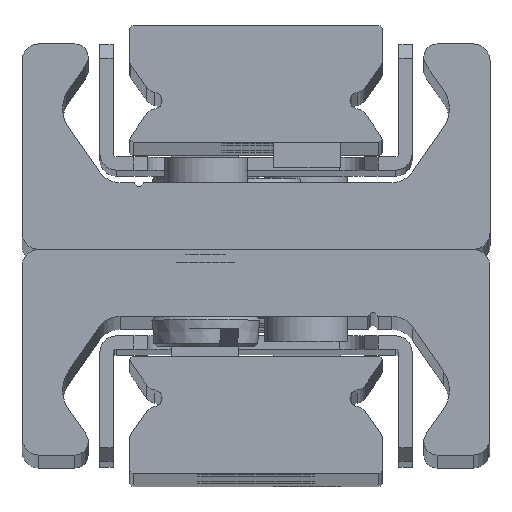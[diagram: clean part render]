
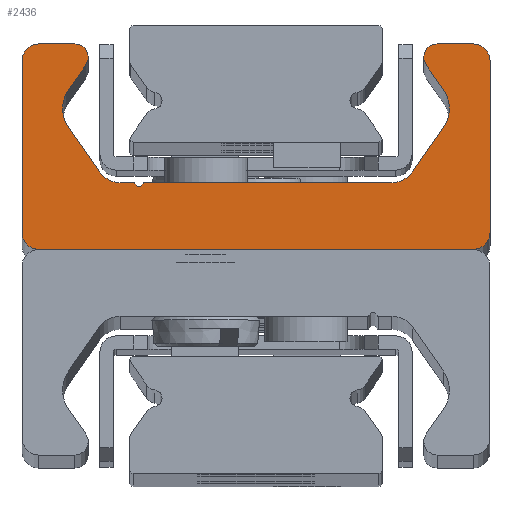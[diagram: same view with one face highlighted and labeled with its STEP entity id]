
A CAD part, top view. The second image highlights one B-rep face of the part: STEP entity #2436.
In plain terms, the highlighted planar face has unit normal (0, 0, 1).
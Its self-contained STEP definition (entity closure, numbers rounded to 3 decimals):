
#1518=CARTESIAN_POINT('',(7.0,0.0,450.0));
#1519=VERTEX_POINT('',#1518);
#1520=CARTESIAN_POINT('',(6.,1.0,450.0));
#1521=VERTEX_POINT('',#1520);
#1522=CARTESIAN_POINT('',(7.0,1.0,450.0));
#1523=DIRECTION('',(0.0,0.0,-1.0));
#1524=DIRECTION('',(-1.0,0.0,0.0));
#1525=AXIS2_PLACEMENT_3D('',#1522,#1523,#1524);
#1526=CIRCLE('',#1525,1.0);
#1527=EDGE_CURVE('',#1519,#1521,#1526,.T.);
#1560=CARTESIAN_POINT('',(6.,11.3,450.0));
#1561=VERTEX_POINT('',#1560);
#1562=CARTESIAN_POINT('',(6.,1.0,450.0));
#1563=DIRECTION('',(0.0,1.0,0.0));
#1564=VECTOR('',#1563,10.3);
#1565=LINE('',#1562,#1564);
#1566=EDGE_CURVE('',#1521,#1561,#1565,.T.);
#1591=CARTESIAN_POINT('',(7.0,12.3,450.0));
#1592=VERTEX_POINT('',#1591);
#1593=CARTESIAN_POINT('',(7.,11.3,450.0));
#1594=DIRECTION('',(0.0,0.0,-1.0));
#1595=DIRECTION('',(0.0,1.0,0.0));
#1596=AXIS2_PLACEMENT_3D('',#1593,#1594,#1595);
#1597=CIRCLE('',#1596,1.0);
#1598=EDGE_CURVE('',#1561,#1592,#1597,.T.);
#1624=CARTESIAN_POINT('',(9.17,12.3,450.0));
#1625=VERTEX_POINT('',#1624);
#1626=CARTESIAN_POINT('',(7.0,12.3,450.0));
#1627=DIRECTION('',(1.0,0.0,0.0));
#1628=VECTOR('',#1627,2.17);
#1629=LINE('',#1626,#1628);
#1630=EDGE_CURVE('',#1592,#1625,#1629,.T.);
#1655=CARTESIAN_POINT('',(9.826,11.041,450.0));
#1656=VERTEX_POINT('',#1655);
#1657=CARTESIAN_POINT('',(9.17,11.5,450.0));
#1658=DIRECTION('',(0.0,0.0,-1.));
#1659=DIRECTION('',(0.819,-0.574,0.0));
#1660=AXIS2_PLACEMENT_3D('',#1657,#1658,#1659);
#1661=CIRCLE('',#1660,0.8);
#1662=EDGE_CURVE('',#1625,#1656,#1661,.T.);
#1688=CARTESIAN_POINT('',(8.794,9.567,450.0));
#1689=VERTEX_POINT('',#1688);
#1690=CARTESIAN_POINT('',(9.826,11.041,450.0));
#1691=DIRECTION('',(-0.574,-0.819,0.0));
#1692=VECTOR('',#1691,1.799);
#1693=LINE('',#1690,#1692);
#1694=EDGE_CURVE('',#1656,#1689,#1693,.T.);
#1719=CARTESIAN_POINT('',(8.794,7.273,450.0));
#1720=VERTEX_POINT('',#1719);
#1721=CARTESIAN_POINT('',(10.432,8.42,450.0));
#1722=DIRECTION('',(0.0,0.0,1.0));
#1723=DIRECTION('',(0.819,-0.574,0.0));
#1724=AXIS2_PLACEMENT_3D('',#1721,#1722,#1723);
#1725=CIRCLE('',#1724,2.0);
#1726=EDGE_CURVE('',#1689,#1720,#1725,.T.);
#1752=CARTESIAN_POINT('',(10.637,4.64,450.0));
#1753=VERTEX_POINT('',#1752);
#1754=CARTESIAN_POINT('',(8.794,7.273,450.0));
#1755=DIRECTION('',(0.574,-0.819,0.0));
#1756=VECTOR('',#1755,3.215);
#1757=LINE('',#1754,#1756);
#1758=EDGE_CURVE('',#1720,#1753,#1757,.T.);
#1783=CARTESIAN_POINT('',(11.866,4.,450.0));
#1784=VERTEX_POINT('',#1783);
#1785=CARTESIAN_POINT('',(11.866,5.5,450.0));
#1786=DIRECTION('',(0.0,0.0,1.0));
#1787=DIRECTION('',(0.819,0.574,0.0));
#1788=AXIS2_PLACEMENT_3D('',#1785,#1786,#1787);
#1789=CIRCLE('',#1788,1.5);
#1790=EDGE_CURVE('',#1753,#1784,#1789,.T.);
#1816=CARTESIAN_POINT('',(12.665,4.,450.0));
#1817=VERTEX_POINT('',#1816);
#1818=CARTESIAN_POINT('',(11.866,4.,450.0));
#1819=DIRECTION('',(1.0,0.0,0.0));
#1820=VECTOR('',#1819,0.798);
#1821=LINE('',#1818,#1820);
#1822=EDGE_CURVE('',#1784,#1817,#1821,.T.);
#1847=CARTESIAN_POINT('',(12.76,3.929,450.0));
#1848=VERTEX_POINT('',#1847);
#1849=CARTESIAN_POINT('',(12.665,3.9,450.0));
#1850=DIRECTION('',(0.0,0.0,-1.0));
#1851=DIRECTION('',(0.958,0.286,0.0));
#1852=AXIS2_PLACEMENT_3D('',#1849,#1850,#1851);
#1853=CIRCLE('',#1852,0.1);
#1854=EDGE_CURVE('',#1817,#1848,#1853,.T.);
#1880=CARTESIAN_POINT('',(13.24,3.929,450.0));
#1881=VERTEX_POINT('',#1880);
#1882=CARTESIAN_POINT('',(13.,4.0,450.0));
#1883=DIRECTION('',(0.0,0.0,1.));
#1884=DIRECTION('',(0.958,0.286,0.0));
#1885=AXIS2_PLACEMENT_3D('',#1882,#1883,#1884);
#1886=CIRCLE('',#1885,0.25);
#1887=EDGE_CURVE('',#1848,#1881,#1886,.T.);
#1913=CARTESIAN_POINT('',(13.335,4.0,450.0));
#1914=VERTEX_POINT('',#1913);
#1915=CARTESIAN_POINT('',(13.335,3.9,450.0));
#1916=DIRECTION('',(0.0,0.0,-1.0));
#1917=DIRECTION('',(0.0,1.0,0.0));
#1918=AXIS2_PLACEMENT_3D('',#1915,#1916,#1917);
#1919=CIRCLE('',#1918,0.1);
#1920=EDGE_CURVE('',#1881,#1914,#1919,.T.);
#1946=CARTESIAN_POINT('',(28.134,4.0,450.0));
#1947=VERTEX_POINT('',#1946);
#1948=CARTESIAN_POINT('',(13.335,4.0,450.0));
#1949=DIRECTION('',(1.0,0.0,0.0));
#1950=VECTOR('',#1949,14.798);
#1951=LINE('',#1948,#1950);
#1952=EDGE_CURVE('',#1914,#1947,#1951,.T.);
#2022=CARTESIAN_POINT('',(29.363,4.64,450.0));
#2023=VERTEX_POINT('',#2022);
#2024=CARTESIAN_POINT('',(28.134,5.5,450.0));
#2025=DIRECTION('',(0.0,0.0,1.0));
#2026=DIRECTION('',(0.0,1.0,0.0));
#2027=AXIS2_PLACEMENT_3D('',#2024,#2025,#2026);
#2028=CIRCLE('',#2027,1.5);
#2029=EDGE_CURVE('',#1947,#2023,#2028,.T.);
#2055=CARTESIAN_POINT('',(31.206,7.273,450.0));
#2056=VERTEX_POINT('',#2055);
#2057=CARTESIAN_POINT('',(29.363,4.64,450.0));
#2058=DIRECTION('',(0.574,0.819,0.0));
#2059=VECTOR('',#2058,3.215);
#2060=LINE('',#2057,#2059);
#2061=EDGE_CURVE('',#2023,#2056,#2060,.T.);
#2086=CARTESIAN_POINT('',(31.206,9.567,450.0));
#2087=VERTEX_POINT('',#2086);
#2088=CARTESIAN_POINT('',(29.568,8.42,450.0));
#2089=DIRECTION('',(0.0,0.0,1.));
#2090=DIRECTION('',(-0.819,0.574,0.0));
#2091=AXIS2_PLACEMENT_3D('',#2088,#2089,#2090);
#2092=CIRCLE('',#2091,2.0);
#2093=EDGE_CURVE('',#2056,#2087,#2092,.T.);
#2119=CARTESIAN_POINT('',(30.174,11.041,450.0));
#2120=VERTEX_POINT('',#2119);
#2121=CARTESIAN_POINT('',(31.206,9.567,450.0));
#2122=DIRECTION('',(-0.574,0.819,0.0));
#2123=VECTOR('',#2122,1.799);
#2124=LINE('',#2121,#2123);
#2125=EDGE_CURVE('',#2087,#2120,#2124,.T.);
#2150=CARTESIAN_POINT('',(30.83,12.3,450.0));
#2151=VERTEX_POINT('',#2150);
#2152=CARTESIAN_POINT('',(30.83,11.5,450.0));
#2153=DIRECTION('',(0.0,0.0,-1.0));
#2154=DIRECTION('',(0.0,1.0,0.0));
#2155=AXIS2_PLACEMENT_3D('',#2152,#2153,#2154);
#2156=CIRCLE('',#2155,0.8);
#2157=EDGE_CURVE('',#2120,#2151,#2156,.T.);
#2183=CARTESIAN_POINT('',(33.0,12.3,450.0));
#2184=VERTEX_POINT('',#2183);
#2185=CARTESIAN_POINT('',(30.83,12.3,450.0));
#2186=DIRECTION('',(1.0,0.0,0.0));
#2187=VECTOR('',#2186,2.17);
#2188=LINE('',#2185,#2187);
#2189=EDGE_CURVE('',#2151,#2184,#2188,.T.);
#2214=CARTESIAN_POINT('',(34.0,11.3,450.0));
#2215=VERTEX_POINT('',#2214);
#2216=CARTESIAN_POINT('',(33.0,11.3,450.0));
#2217=DIRECTION('',(0.0,0.0,-1.0));
#2218=DIRECTION('',(1.0,0.0,0.0));
#2219=AXIS2_PLACEMENT_3D('',#2216,#2217,#2218);
#2220=CIRCLE('',#2219,1.0);
#2221=EDGE_CURVE('',#2184,#2215,#2220,.T.);
#2247=CARTESIAN_POINT('',(34.0,1.0,450.0));
#2248=VERTEX_POINT('',#2247);
#2249=CARTESIAN_POINT('',(34.0,11.3,450.0));
#2250=DIRECTION('',(0.0,-1.0,0.0));
#2251=VECTOR('',#2250,10.3);
#2252=LINE('',#2249,#2251);
#2253=EDGE_CURVE('',#2215,#2248,#2252,.T.);
#2278=CARTESIAN_POINT('',(33.0,0.0,450.0));
#2279=VERTEX_POINT('',#2278);
#2280=CARTESIAN_POINT('',(33.0,1.0,450.0));
#2281=DIRECTION('',(0.0,0.0,-1.0));
#2282=DIRECTION('',(0.0,-1.0,0.0));
#2283=AXIS2_PLACEMENT_3D('',#2280,#2281,#2282);
#2284=CIRCLE('',#2283,1.0);
#2285=EDGE_CURVE('',#2248,#2279,#2284,.T.);
#2311=CARTESIAN_POINT('',(33.0,0.0,450.0));
#2312=DIRECTION('',(-1.0,0.0,0.0));
#2313=VECTOR('',#2312,26.0);
#2314=LINE('',#2311,#2313);
#2315=EDGE_CURVE('',#2279,#1519,#2314,.T.);
#2405=CARTESIAN_POINT('',(19.983,4.783,450.0));
#2406=DIRECTION('',(0.0,0.0,1.0));
#2407=DIRECTION('',(1.0,0.0,0.0));
#2408=AXIS2_PLACEMENT_3D('',#2405,#2406,#2407);
#2409=PLANE('',#2408);
#2410=ORIENTED_EDGE('',*,*,#1527,.F.);
#2411=ORIENTED_EDGE('',*,*,#2315,.F.);
#2412=ORIENTED_EDGE('',*,*,#2285,.F.);
#2413=ORIENTED_EDGE('',*,*,#2253,.F.);
#2414=ORIENTED_EDGE('',*,*,#2221,.F.);
#2415=ORIENTED_EDGE('',*,*,#2189,.F.);
#2416=ORIENTED_EDGE('',*,*,#2157,.F.);
#2417=ORIENTED_EDGE('',*,*,#2125,.F.);
#2418=ORIENTED_EDGE('',*,*,#2093,.F.);
#2419=ORIENTED_EDGE('',*,*,#2061,.F.);
#2420=ORIENTED_EDGE('',*,*,#2029,.F.);
#2421=ORIENTED_EDGE('',*,*,#1952,.F.);
#2422=ORIENTED_EDGE('',*,*,#1920,.F.);
#2423=ORIENTED_EDGE('',*,*,#1887,.F.);
#2424=ORIENTED_EDGE('',*,*,#1854,.F.);
#2425=ORIENTED_EDGE('',*,*,#1822,.F.);
#2426=ORIENTED_EDGE('',*,*,#1790,.F.);
#2427=ORIENTED_EDGE('',*,*,#1758,.F.);
#2428=ORIENTED_EDGE('',*,*,#1726,.F.);
#2429=ORIENTED_EDGE('',*,*,#1694,.F.);
#2430=ORIENTED_EDGE('',*,*,#1662,.F.);
#2431=ORIENTED_EDGE('',*,*,#1630,.F.);
#2432=ORIENTED_EDGE('',*,*,#1598,.F.);
#2433=ORIENTED_EDGE('',*,*,#1566,.F.);
#2434=EDGE_LOOP('',(#2410,#2411,#2412,#2413,#2414,#2415,#2416,#2417,#2418,#2419,#2420,#2421,#2422,#2423,#2424,#2425,#2426,#2427,#2428,#2429,#2430,#2431,#2432,#2433));
#2435=FACE_OUTER_BOUND('',#2434,.T.);
#2436=ADVANCED_FACE('',(#2435),#2409,.T.);
